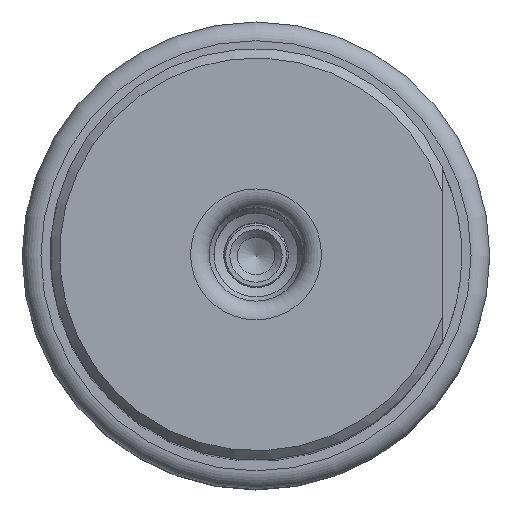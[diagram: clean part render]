
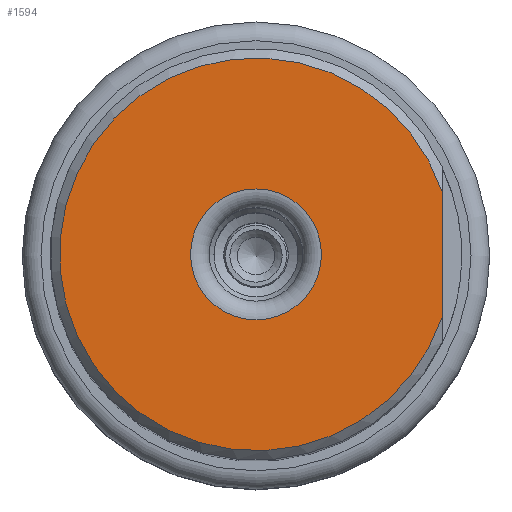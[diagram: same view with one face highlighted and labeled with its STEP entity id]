
A CAD part, top view. The second image highlights one B-rep face of the part: STEP entity #1594.
In plain terms, the highlighted planar face has unit normal (0, 0, 1).
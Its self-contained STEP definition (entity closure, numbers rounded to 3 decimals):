
#25=LINE('',#2364,#29);
#29=VECTOR('',#2078,1000.);
#50=PLANE('',#1759);
#232=ORIENTED_EDGE('',*,*,#352,.T.);
#233=ORIENTED_EDGE('',*,*,#353,.T.);
#234=ORIENTED_EDGE('',*,*,#345,.F.);
#345=EDGE_CURVE('',#440,#440,#527,.T.);
#352=EDGE_CURVE('',#447,#448,#25,.T.);
#353=EDGE_CURVE('',#448,#447,#534,.T.);
#440=VERTEX_POINT('',#2343);
#447=VERTEX_POINT('',#2365);
#448=VERTEX_POINT('',#2366);
#527=CIRCLE('',#1745,3.5);
#534=CIRCLE('',#1760,10.5);
#683=EDGE_LOOP('',(#232,#233));
#684=EDGE_LOOP('',(#234));
#857=FACE_BOUND('',#683,.T.);
#858=FACE_BOUND('',#684,.T.);
#1594=ADVANCED_FACE('',(#857,#858),#50,.T.);
#1745=AXIS2_PLACEMENT_3D('',#2342,#2048,#2049);
#1759=AXIS2_PLACEMENT_3D('',#2363,#2076,#2077);
#1760=AXIS2_PLACEMENT_3D('',#2367,#2079,#2080);
#2048=DIRECTION('',(0.,0.,1.));
#2049=DIRECTION('',(1.,0.,0.));
#2076=DIRECTION('',(0.,0.,1.));
#2077=DIRECTION('',(1.,0.,0.));
#2078=DIRECTION('',(0.,1.,0.));
#2079=DIRECTION('',(0.,0.,1.));
#2080=DIRECTION('',(1.,0.,0.));
#2342=CARTESIAN_POINT('',(0.,0.,48.2));
#2343=CARTESIAN_POINT('',(3.5,0.,48.2));
#2363=CARTESIAN_POINT('',(2.5,0.,48.2));
#2364=CARTESIAN_POINT('',(9.95,-57.678,48.2));
#2365=CARTESIAN_POINT('',(9.95,-3.354,48.2));
#2366=CARTESIAN_POINT('',(9.95,3.354,48.2));
#2367=CARTESIAN_POINT('',(0.,0.,48.2));
